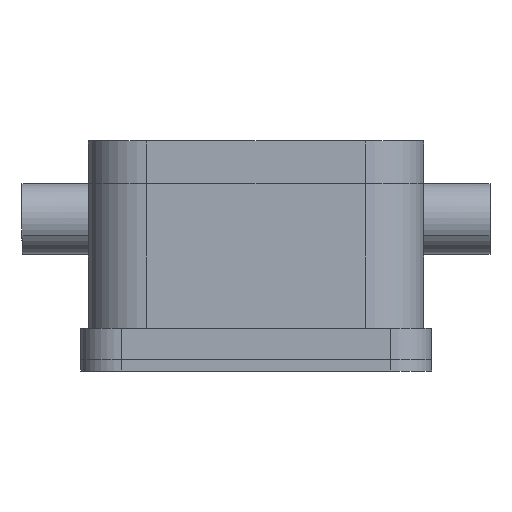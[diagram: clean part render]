
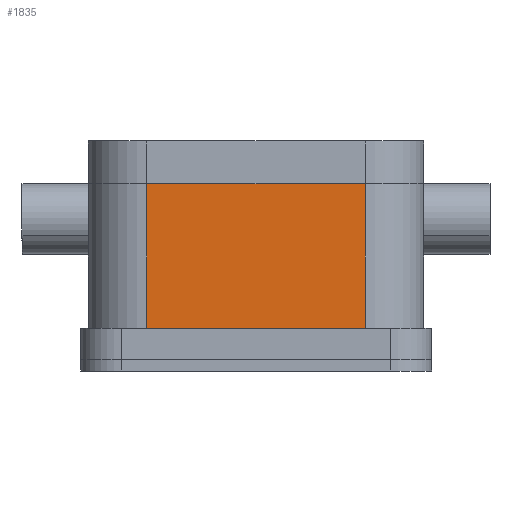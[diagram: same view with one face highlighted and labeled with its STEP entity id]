
A CAD part, front view. The second image highlights one B-rep face of the part: STEP entity #1835.
In plain terms, the highlighted planar face has unit normal (0, -1, 0).
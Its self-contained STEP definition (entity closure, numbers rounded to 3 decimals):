
#1815=AXIS2_PLACEMENT_3D('Plane Axis2P3D',#1812,#1813,#1814) ;
#835=CARTESIAN_POINT('Vertex',(16.,10.5,24.)) ;
#838=CARTESIAN_POINT('Line Origine',(30.,10.5,24.)) ;
#842=CARTESIAN_POINT('Vertex',(44.,10.5,24.)) ;
#1793=CARTESIAN_POINT('Line Origine',(16.,10.5,13.)) ;
#1797=CARTESIAN_POINT('Vertex',(16.,10.5,5.5)) ;
#1812=CARTESIAN_POINT('Axis2P3D Location',(8.5,10.5,24.)) ;
#1817=CARTESIAN_POINT('Line Origine',(30.,10.5,5.5)) ;
#1821=CARTESIAN_POINT('Vertex',(44.,10.5,5.5)) ;
#1824=CARTESIAN_POINT('Line Origine',(44.,10.5,14.75)) ;
#839=DIRECTION('Vector Direction',(1.,0.,0.)) ;
#1794=DIRECTION('Vector Direction',(0.,0.,-1.)) ;
#1813=DIRECTION('Axis2P3D Direction',(0.,1.,0.)) ;
#1814=DIRECTION('Axis2P3D XDirection',(1.,0.,0.)) ;
#1818=DIRECTION('Vector Direction',(1.,0.,0.)) ;
#1825=DIRECTION('Vector Direction',(0.,0.,-1.)) ;
#840=VECTOR('Line Direction',#839,1.) ;
#1795=VECTOR('Line Direction',#1794,1.) ;
#1819=VECTOR('Line Direction',#1818,1.) ;
#1826=VECTOR('Line Direction',#1825,1.) ;
#1830=ORIENTED_EDGE('',*,*,#1823,.T.) ;
#1831=ORIENTED_EDGE('',*,*,#1828,.F.) ;
#1832=ORIENTED_EDGE('',*,*,#844,.F.) ;
#1833=ORIENTED_EDGE('',*,*,#1799,.T.) ;
#1835=ADVANCED_FACE('Housing',(#1834),#1816,.F.) ;
#844=EDGE_CURVE('',#836,#843,#841,.T.) ;
#1799=EDGE_CURVE('',#836,#1798,#1796,.T.) ;
#1823=EDGE_CURVE('',#1798,#1822,#1820,.T.) ;
#1828=EDGE_CURVE('',#843,#1822,#1827,.T.) ;
#1829=EDGE_LOOP('',(#1830,#1831,#1832,#1833)) ;
#1834=FACE_OUTER_BOUND('',#1829,.T.) ;
#841=LINE('Line',#838,#840) ;
#1796=LINE('Line',#1793,#1795) ;
#1820=LINE('Line',#1817,#1819) ;
#1827=LINE('Line',#1824,#1826) ;
#1816=PLANE('',#1815) ;
#836=VERTEX_POINT('',#835) ;
#843=VERTEX_POINT('',#842) ;
#1798=VERTEX_POINT('',#1797) ;
#1822=VERTEX_POINT('',#1821) ;
